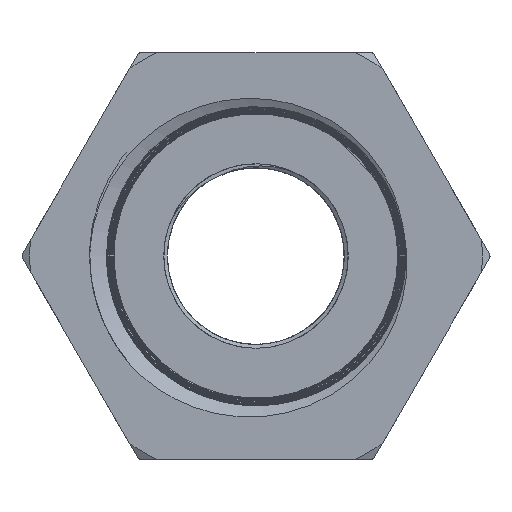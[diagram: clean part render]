
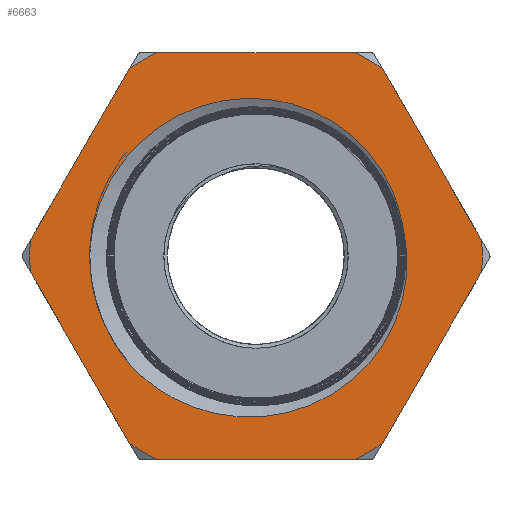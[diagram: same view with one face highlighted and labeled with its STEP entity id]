
A CAD part, left-side view. The second image highlights one B-rep face of the part: STEP entity #6663.
In plain terms, the highlighted planar face has unit normal (-1, 0, 0).
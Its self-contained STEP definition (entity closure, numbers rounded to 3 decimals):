
#659=CARTESIAN_POINT('',(-28.95,0.,0.));
#660=DIRECTION('',(-1.,0.,0.));
#661=DIRECTION('',(0.,-0.998,-0.07));
#662=AXIS2_PLACEMENT_3D('',#659,#660,#661);
#685=CARTESIAN_POINT('',(-28.95,0.,0.));
#686=DIRECTION('',(-1.,0.,0.));
#687=DIRECTION('',(0.,0.998,0.07));
#688=AXIS2_PLACEMENT_3D('',#685,#686,#687);
#809=DIRECTION('',(0.,0.5,-0.866));
#810=VECTOR('',#809,20.1);
#811=CARTESIAN_POINT('',(-28.95,12.815,19.004));
#812=LINE('',#811,#810);
#813=CARTESIAN_POINT('',(-28.95,0.,0.));
#814=DIRECTION('',(1.,0.,0.));
#815=DIRECTION('',(0.,0.559,0.829));
#816=AXIS2_PLACEMENT_3D('',#813,#814,#815);
#818=DIRECTION('',(0.,1.,0.));
#819=VECTOR('',#818,20.1);
#820=CARTESIAN_POINT('',(-28.95,-10.05,20.6));
#821=LINE('',#820,#819);
#822=CARTESIAN_POINT('',(-28.95,0.,0.));
#823=DIRECTION('',(1.,0.,0.));
#824=DIRECTION('',(0.,-0.438,0.899));
#825=AXIS2_PLACEMENT_3D('',#822,#823,#824);
#827=DIRECTION('',(0.,0.5,0.866));
#828=VECTOR('',#827,20.1);
#829=CARTESIAN_POINT('',(-28.95,-22.865,1.596));
#830=LINE('',#829,#828);
#831=DIRECTION('',(0.,-0.5,0.866));
#832=VECTOR('',#831,20.1);
#833=CARTESIAN_POINT('',(-28.95,-12.815,-19.004));
#834=LINE('',#833,#832);
#835=CARTESIAN_POINT('',(-28.95,0.,0.));
#836=DIRECTION('',(1.,0.,0.));
#837=DIRECTION('',(0.,-0.559,-0.829));
#838=AXIS2_PLACEMENT_3D('',#835,#836,#837);
#840=DIRECTION('',(0.,-1.,0.));
#841=VECTOR('',#840,20.1);
#842=CARTESIAN_POINT('',(-28.95,10.05,-20.6));
#843=LINE('',#842,#841);
#844=CARTESIAN_POINT('',(-28.95,0.,0.));
#845=DIRECTION('',(1.,0.,0.));
#846=DIRECTION('',(0.,0.438,-0.899));
#847=AXIS2_PLACEMENT_3D('',#844,#845,#846);
#849=DIRECTION('',(0.,-0.5,-0.866));
#850=VECTOR('',#849,20.1);
#851=CARTESIAN_POINT('',(-28.95,22.865,-1.596));
#852=LINE('',#851,#850);
#853=CARTESIAN_POINT('',(-28.95,-14.98,2.522));
#854=CARTESIAN_POINT('',(-28.95,-15.151,1.713));
#855=CARTESIAN_POINT('',(-28.95,-15.362,0.086));
#856=CARTESIAN_POINT('',(-28.95,-15.277,-2.429));
#857=CARTESIAN_POINT('',(-28.95,-14.785,-4.888));
#858=CARTESIAN_POINT('',(-28.95,-13.901,-7.25));
#859=CARTESIAN_POINT('',(-28.95,-12.633,-9.461));
#860=CARTESIAN_POINT('',(-28.95,-11.032,-11.433));
#861=CARTESIAN_POINT('',(-28.95,-9.098,-13.152));
#862=CARTESIAN_POINT('',(-28.95,-6.945,-14.518));
#863=CARTESIAN_POINT('',(-28.95,-4.578,-15.539));
#864=CARTESIAN_POINT('',(-28.95,-2.048,-16.176));
#865=CARTESIAN_POINT('',(-28.95,0.632,-16.403));
#866=CARTESIAN_POINT('',(-28.95,3.286,-16.181));
#867=CARTESIAN_POINT('',(-28.95,5.621,-15.61));
#868=CARTESIAN_POINT('',(-28.95,7.652,-14.808));
#869=CARTESIAN_POINT('',(-28.95,9.445,-13.826));
#870=CARTESIAN_POINT('',(-28.95,11.076,-12.659));
#871=CARTESIAN_POINT('',(-28.95,12.068,-11.754));
#872=CARTESIAN_POINT('',(-28.95,12.538,-11.269));
#874=CARTESIAN_POINT('',(-28.95,0.,0.));
#875=DIRECTION('',(1.,0.,0.));
#876=DIRECTION('',(0.,-0.974,0.224));
#877=AXIS2_PLACEMENT_3D('',#874,#875,#876);
#879=CARTESIAN_POINT('',(-28.95,16.841,0.772));
#880=CARTESIAN_POINT('',(-28.95,16.769,1.664));
#881=CARTESIAN_POINT('',(-28.95,16.487,3.406));
#882=CARTESIAN_POINT('',(-28.95,15.666,5.913));
#883=CARTESIAN_POINT('',(-28.95,14.454,8.269));
#884=CARTESIAN_POINT('',(-28.95,12.906,10.376));
#885=CARTESIAN_POINT('',(-28.95,11.044,12.217));
#886=CARTESIAN_POINT('',(-28.95,8.921,13.731));
#887=CARTESIAN_POINT('',(-28.95,6.611,14.881));
#888=CARTESIAN_POINT('',(-28.95,4.133,15.654));
#889=CARTESIAN_POINT('',(-28.95,1.603,16.018));
#890=CARTESIAN_POINT('',(-28.95,-0.965,15.976));
#891=CARTESIAN_POINT('',(-28.95,-3.472,15.528));
#892=CARTESIAN_POINT('',(-28.95,-5.862,14.693));
#893=CARTESIAN_POINT('',(-28.95,-8.091,13.483));
#894=CARTESIAN_POINT('',(-28.95,-10.07,11.956));
#895=CARTESIAN_POINT('',(-28.95,-11.791,10.12));
#896=CARTESIAN_POINT('',(-28.95,-13.174,8.061));
#897=CARTESIAN_POINT('',(-28.95,-14.213,5.798));
#898=CARTESIAN_POINT('',(-28.95,-14.648,4.221));
#899=CARTESIAN_POINT('',(-28.95,-14.803,3.41));
#901=CARTESIAN_POINT('',(-28.95,12.538,-11.269));
#902=CARTESIAN_POINT('',(-28.95,13.029,-10.723));
#903=CARTESIAN_POINT('',(-28.95,13.931,-9.577));
#904=CARTESIAN_POINT('',(-28.95,15.048,-7.704));
#905=CARTESIAN_POINT('',(-28.95,15.921,-5.686));
#906=CARTESIAN_POINT('',(-28.95,16.523,-3.576));
#907=CARTESIAN_POINT('',(-28.95,16.846,-1.415));
#908=CARTESIAN_POINT('',(-28.95,16.874,0.039));
#909=CARTESIAN_POINT('',(-28.95,16.841,0.772));
#5703=VERTEX_POINT('',#853);
#5704=VERTEX_POINT('',#872);
#5705=VERTEX_POINT('',#909);
#5706=VERTEX_POINT('',#899);
#5789=CARTESIAN_POINT('',(-28.95,12.815,19.004));
#5790=CARTESIAN_POINT('',(-28.95,10.05,20.6));
#5791=VERTEX_POINT('',#5789);
#5792=VERTEX_POINT('',#5790);
#5793=CARTESIAN_POINT('',(-28.95,-10.05,20.6));
#5794=CARTESIAN_POINT('',(-28.95,-12.815,19.004));
#5795=VERTEX_POINT('',#5793);
#5796=VERTEX_POINT('',#5794);
#5797=CARTESIAN_POINT('',(-28.95,-12.815,-19.004));
#5798=CARTESIAN_POINT('',(-28.95,-10.05,-20.6));
#5799=VERTEX_POINT('',#5797);
#5800=VERTEX_POINT('',#5798);
#5801=CARTESIAN_POINT('',(-28.95,10.05,-20.6));
#5802=CARTESIAN_POINT('',(-28.95,12.815,-19.004));
#5803=VERTEX_POINT('',#5801);
#5804=VERTEX_POINT('',#5802);
#5813=CARTESIAN_POINT('',(-28.95,-22.865,-1.596));
#5814=VERTEX_POINT('',#5813);
#5815=CARTESIAN_POINT('',(-28.95,-22.865,1.596));
#5816=VERTEX_POINT('',#5815);
#5817=CARTESIAN_POINT('',(-28.95,22.865,1.596));
#5818=VERTEX_POINT('',#5817);
#5819=CARTESIAN_POINT('',(-28.95,22.865,-1.596));
#5820=VERTEX_POINT('',#5819);
#6634=CARTESIAN_POINT('',(-28.95,0.,0.));
#6635=DIRECTION('',(-1.,0.,0.));
#6636=DIRECTION('',(0.,0.,1.));
#6637=AXIS2_PLACEMENT_3D('',#6634,#6635,#6636);
#6638=PLANE('',#6637);
#6639=ORIENTED_EDGE('',*,*,#6522,.F.);
#6640=ORIENTED_EDGE('',*,*,#6403,.F.);
#6641=ORIENTED_EDGE('',*,*,#6509,.T.);
#6642=ORIENTED_EDGE('',*,*,#6435,.F.);
#6643=ORIENTED_EDGE('',*,*,#6496,.T.);
#6644=ORIENTED_EDGE('',*,*,#6466,.F.);
#6645=ORIENTED_EDGE('',*,*,#6483,.F.);
#6646=ORIENTED_EDGE('',*,*,#6571,.F.);
#6647=ORIENTED_EDGE('',*,*,#6554,.T.);
#6648=ORIENTED_EDGE('',*,*,#6598,.F.);
#6649=ORIENTED_EDGE('',*,*,#6538,.T.);
#6650=ORIENTED_EDGE('',*,*,#6626,.F.);
#6651=EDGE_LOOP('',(#6639,#6640,#6641,#6642,#6643,#6644,#6645,#6646,#6647,#6648,
#6649,#6650));
#6652=FACE_OUTER_BOUND('',#6651,.F.);
#6654=ORIENTED_EDGE('',*,*,#6653,.F.);
#6656=ORIENTED_EDGE('',*,*,#6655,.F.);
#6658=ORIENTED_EDGE('',*,*,#6657,.F.);
#6660=ORIENTED_EDGE('',*,*,#6659,.F.);
#6661=EDGE_LOOP('',(#6654,#6656,#6658,#6660));
#6662=FACE_BOUND('',#6661,.F.);
#663=CIRCLE('',#662,22.921);
#689=CIRCLE('',#688,22.921);
#817=CIRCLE('',#816,22.921);
#826=CIRCLE('',#825,22.921);
#839=CIRCLE('',#838,22.921);
#848=CIRCLE('',#847,22.921);
#873=B_SPLINE_CURVE_WITH_KNOTS('',3,(#853,#854,#855,#856,#857,#858,#859,#860,
#861,#862,#863,#864,#865,#866,#867,#868,#869,#870,#871,#872),.UNSPECIFIED.,.F.,
.F.,(4,1,1,1,1,1,1,1,1,1,1,1,1,1,1,1,1,4),(0.,0.059,
0.118,0.176,0.235,0.294,
0.353,0.412,0.471,0.529,
0.588,0.647,0.706,0.765,
0.824,0.882,0.941,1.),.UNSPECIFIED.);
#878=CIRCLE('',#877,15.19);
#900=B_SPLINE_CURVE_WITH_KNOTS('',3,(#879,#880,#881,#882,#883,#884,#885,#886,
#887,#888,#889,#890,#891,#892,#893,#894,#895,#896,#897,#898,#899),.UNSPECIFIED.,
.F.,.F.,(4,1,1,1,1,1,1,1,1,1,1,1,1,1,1,1,1,1,4),(0.,0.056,
0.111,0.167,0.222,0.278,
0.333,0.389,0.444,0.5,0.556,
0.611,0.667,0.722,0.778,
0.833,0.889,0.944,1.),.UNSPECIFIED.);
#910=B_SPLINE_CURVE_WITH_KNOTS('',3,(#901,#902,#903,#904,#905,#906,#907,#908,
#909),.UNSPECIFIED.,.F.,.F.,(4,1,1,1,1,1,4),(0.,0.167,
0.333,0.5,0.667,0.833,1.),
.UNSPECIFIED.);
#6403=EDGE_CURVE('',#5791,#5818,#812,.T.);
#6435=EDGE_CURVE('',#5795,#5792,#821,.T.);
#6466=EDGE_CURVE('',#5816,#5796,#830,.T.);
#6483=EDGE_CURVE('',#5814,#5816,#663,.T.);
#6496=EDGE_CURVE('',#5795,#5796,#826,.T.);
#6509=EDGE_CURVE('',#5791,#5792,#817,.T.);
#6522=EDGE_CURVE('',#5818,#5820,#689,.T.);
#6538=EDGE_CURVE('',#5803,#5804,#848,.T.);
#6554=EDGE_CURVE('',#5799,#5800,#839,.T.);
#6571=EDGE_CURVE('',#5799,#5814,#834,.T.);
#6598=EDGE_CURVE('',#5803,#5800,#843,.T.);
#6626=EDGE_CURVE('',#5820,#5804,#852,.T.);
#6653=EDGE_CURVE('',#5703,#5704,#873,.T.);
#6655=EDGE_CURVE('',#5706,#5703,#878,.T.);
#6657=EDGE_CURVE('',#5705,#5706,#900,.T.);
#6659=EDGE_CURVE('',#5704,#5705,#910,.T.);
#6663=ADVANCED_FACE('',(#6652,#6662),#6638,.T.);
